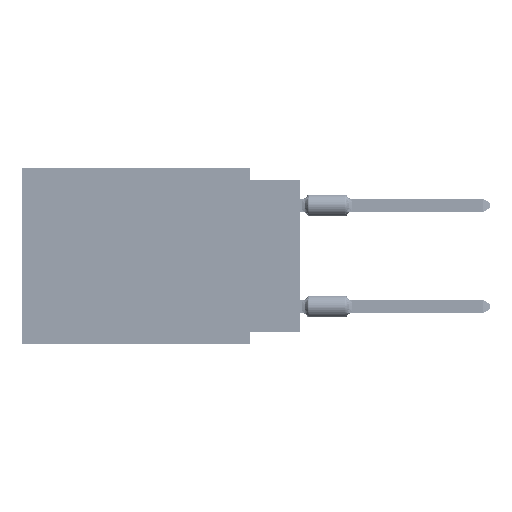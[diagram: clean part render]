
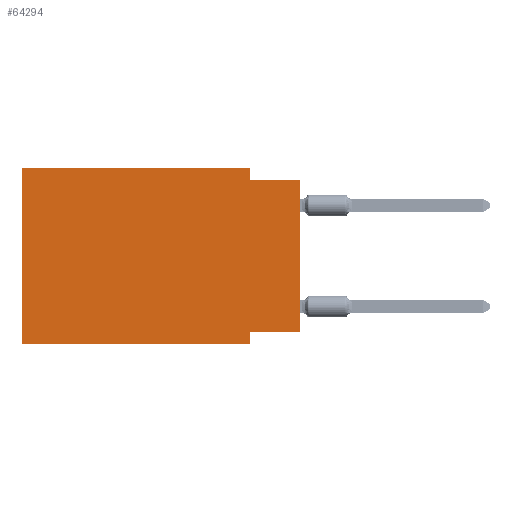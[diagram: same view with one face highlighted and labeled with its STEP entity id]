
A CAD part, left-side view. The second image highlights one B-rep face of the part: STEP entity #64294.
In plain terms, the highlighted planar face has unit normal (-1, 0, 0).
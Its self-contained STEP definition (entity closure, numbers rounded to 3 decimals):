
#2392 = CARTESIAN_POINT ( 'NONE',  ( 0., 0., -0.635 ) ) ;
#3917 = LINE ( 'NONE', #57232, #52793 ) ;
#5541 = CARTESIAN_POINT ( 'NONE',  ( 0., 0., 0. ) ) ;
#5783 = DIRECTION ( 'NONE',  ( 0., 0., -1. ) ) ;
#6369 = VERTEX_POINT ( 'NONE', #25438 ) ;
#6457 = PLANE ( 'NONE',  #65024 ) ;
#7059 = DIRECTION ( 'NONE',  ( 0., 1., 0. ) ) ;
#11787 = VECTOR ( 'NONE', #44763, 1000. ) ;
#12956 = CARTESIAN_POINT ( 'NONE',  ( 0., 13.97, 0. ) ) ;
#13206 = LINE ( 'NONE', #52542, #15294 ) ;
#13291 = VERTEX_POINT ( 'NONE', #68451 ) ;
#13511 = DIRECTION ( 'NONE',  ( 0., 0., 1. ) ) ;
#14198 = EDGE_CURVE ( 'NONE', #35741, #62527, #62208, .T. ) ;
#15129 = CARTESIAN_POINT ( 'NONE',  ( 0., 13.97, -8.89 ) ) ;
#15294 = VECTOR ( 'NONE', #37579, 1000. ) ;
#17855 = VECTOR ( 'NONE', #5783, 1000. ) ;
#19041 = EDGE_CURVE ( 'NONE', #13291, #62166, #76786, .T. ) ;
#21218 = LINE ( 'NONE', #52102, #17855 ) ;
#21995 = VERTEX_POINT ( 'NONE', #91363 ) ;
#23185 = EDGE_CURVE ( 'NONE', #63510, #37858, #13206, .T. ) ;
#24120 = VECTOR ( 'NONE', #13511, 1000. ) ;
#24810 = DIRECTION ( 'NONE',  ( 0., -1., 0. ) ) ;
#25438 = CARTESIAN_POINT ( 'NONE',  ( 0., 2.54, 0. ) ) ;
#26821 = VECTOR ( 'NONE', #24810, 1000. ) ;
#30342 = DIRECTION ( 'NONE',  ( 1., 0., 0. ) ) ;
#34239 = ORIENTED_EDGE ( 'NONE', *, *, #51566, .T. ) ;
#35741 = VERTEX_POINT ( 'NONE', #97847 ) ;
#36995 = CARTESIAN_POINT ( 'NONE',  ( 0., 0., -0.635 ) ) ;
#37579 = DIRECTION ( 'NONE',  ( 0., 0., 1. ) ) ;
#37858 = VERTEX_POINT ( 'NONE', #43289 ) ;
#39552 = CARTESIAN_POINT ( 'NONE',  ( 0., 2.54, -8.255 ) ) ;
#40302 = EDGE_LOOP ( 'NONE', ( #34239, #74650, #73661, #47422, #59092, #71745, #89410, #70595 ) ) ;
#41125 = EDGE_CURVE ( 'NONE', #37858, #6369, #82651, .T. ) ;
#43289 = CARTESIAN_POINT ( 'NONE',  ( 0., 13.97, 0. ) ) ;
#43349 = DIRECTION ( 'NONE',  ( 0., 0., -1. ) ) ;
#44763 = DIRECTION ( 'NONE',  ( 0., -1., 0. ) ) ;
#45236 = CARTESIAN_POINT ( 'NONE',  ( 0., 13.97, -8.89 ) ) ;
#47422 = ORIENTED_EDGE ( 'NONE', *, *, #41125, .F. ) ;
#48177 = VECTOR ( 'NONE', #85068, 1000. ) ;
#51566 = EDGE_CURVE ( 'NONE', #13291, #62527, #73823, .T. ) ;
#52102 = CARTESIAN_POINT ( 'NONE',  ( 0., 2.54, 0. ) ) ;
#52542 = CARTESIAN_POINT ( 'NONE',  ( 0., 13.97, 0. ) ) ;
#52793 = VECTOR ( 'NONE', #90954, 1000. ) ;
#53195 = CARTESIAN_POINT ( 'NONE',  ( 0., 13.97, 0. ) ) ;
#53416 = EDGE_CURVE ( 'NONE', #62166, #21995, #3917, .T. ) ;
#57232 = CARTESIAN_POINT ( 'NONE',  ( 0., 2.54, -8.89 ) ) ;
#58706 = EDGE_CURVE ( 'NONE', #63510, #21995, #82647, .T. ) ;
#59092 = ORIENTED_EDGE ( 'NONE', *, *, #23185, .F. ) ;
#62166 = VERTEX_POINT ( 'NONE', #39552 ) ;
#62208 = LINE ( 'NONE', #2392, #26821 ) ;
#62527 = VERTEX_POINT ( 'NONE', #36995 ) ;
#63510 = VERTEX_POINT ( 'NONE', #15129 ) ;
#64294 = ADVANCED_FACE ( 'NONE', ( #66245 ), #6457, .F. ) ;
#65024 = AXIS2_PLACEMENT_3D ( 'NONE', #12956, #30342, #43349 ) ;
#66245 = FACE_OUTER_BOUND ( 'NONE', #40302, .T. ) ;
#68451 = CARTESIAN_POINT ( 'NONE',  ( 0., 0., -8.255 ) ) ;
#70595 = ORIENTED_EDGE ( 'NONE', *, *, #19041, .F. ) ;
#71745 = ORIENTED_EDGE ( 'NONE', *, *, #58706, .T. ) ;
#73661 = ORIENTED_EDGE ( 'NONE', *, *, #91990, .F. ) ;
#73823 = LINE ( 'NONE', #5541, #24120 ) ;
#74650 = ORIENTED_EDGE ( 'NONE', *, *, #14198, .F. ) ;
#76300 = CARTESIAN_POINT ( 'NONE',  ( 0., 0., -8.255 ) ) ;
#76786 = LINE ( 'NONE', #76300, #87754 ) ;
#82647 = LINE ( 'NONE', #45236, #11787 ) ;
#82651 = LINE ( 'NONE', #53195, #48177 ) ;
#85068 = DIRECTION ( 'NONE',  ( 0., -1., 0. ) ) ;
#87754 = VECTOR ( 'NONE', #7059, 1000. ) ;
#89410 = ORIENTED_EDGE ( 'NONE', *, *, #53416, .F. ) ;
#90954 = DIRECTION ( 'NONE',  ( 0., 0., -1. ) ) ;
#91363 = CARTESIAN_POINT ( 'NONE',  ( 0., 2.54, -8.89 ) ) ;
#91990 = EDGE_CURVE ( 'NONE', #6369, #35741, #21218, .T. ) ;
#97847 = CARTESIAN_POINT ( 'NONE',  ( 0., 2.54, -0.635 ) ) ;
